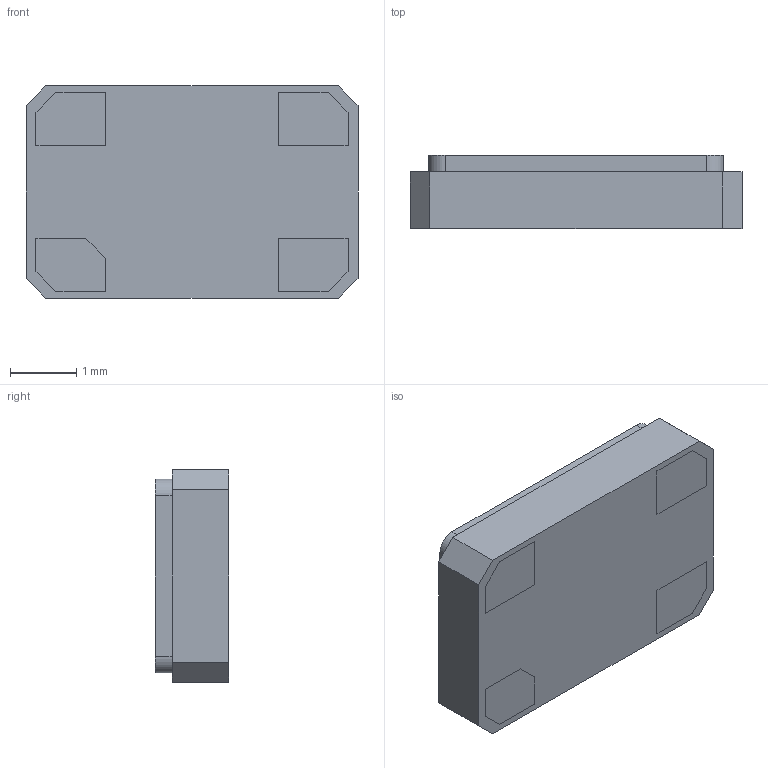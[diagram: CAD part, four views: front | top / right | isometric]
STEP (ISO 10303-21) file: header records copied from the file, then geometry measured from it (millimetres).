
FILE_DESCRIPTION (( 'STEP AP214' ), '1' );
FILE_NAME ('ABM3B-8.000MHZ-10-1UT.STEP', '2022-09-06T11:39:50', ( '' ), ( '' ), 'SwSTEP 2.0', 'SolidWorks 2018', '' );
FILE_SCHEMA (( 'AUTOMOTIVE_DESIGN' ));
Length unit declared in the file: millimetre
Products named in the file (1): ABM3B-8.000MHZ-10-1UT
Bounding box: 5 x 1.1 x 3.2 mm (x, y, z)
Volume: 16.7 mm3; surface area: 87.6 mm2
Topology: 6 solids, 6 shells, 84 faces, 248 edges, 190 vertices
Faces by surface type: plane 80, cylinder 4
Entity records: 3512 total; most frequent: CARTESIAN_POINT 878, ORIENTED_EDGE 496, DIRECTION 352, EDGE_CURVE 248, VERTEX_POINT 190, VECTOR 166, LINE 166, EDGE_LOOP 98
